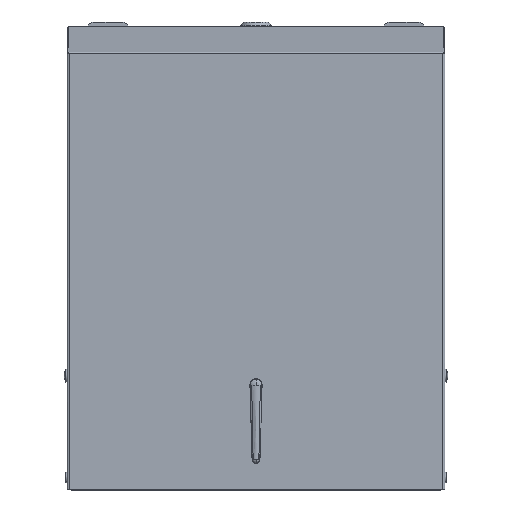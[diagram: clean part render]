
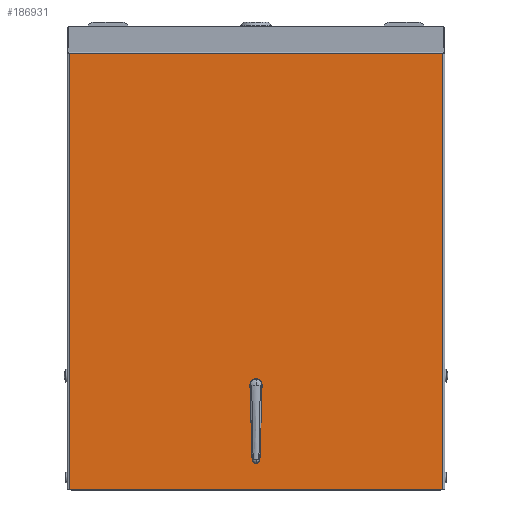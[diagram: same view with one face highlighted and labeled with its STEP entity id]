
A CAD part, top view. The second image highlights one B-rep face of the part: STEP entity #186931.
In plain terms, the highlighted planar face has unit normal (0, 0, 1).
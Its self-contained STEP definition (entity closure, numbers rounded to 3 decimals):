
#71815 = AXIS2_PLACEMENT_3D ( 'NONE', #127345, #127349, #127317 ) ;
#72076 = AXIS2_PLACEMENT_3D ( 'NONE', #127787, #127762, #127765 ) ;
#72660 = AXIS2_PLACEMENT_3D ( 'NONE', #145224, #145189, #145194 ) ;
#72668 = AXIS2_PLACEMENT_3D ( 'NONE', #144924, #144938, #144766 ) ;
#83855 = VECTOR ( 'NONE', #127445, 1000. ) ;
#83898 = LINE ( 'NONE', #127347, #83855 ) ;
#83978 = LINE ( 'NONE', #127364, #83981 ) ;
#83981 = VECTOR ( 'NONE', #127357, 1000. ) ;
#84003 = CIRCLE ( 'NONE', #71815, 1.4 ) ;
#84115 = VECTOR ( 'NONE', #128226, 1000. ) ;
#84227 = CIRCLE ( 'NONE', #72076, 3. ) ;
#84232 = LINE ( 'NONE', #128526, #84238 ) ;
#84238 = VECTOR ( 'NONE', #128502, 1000. ) ;
#84327 = LINE ( 'NONE', #128332, #84115 ) ;
#84497 = LINE ( 'NONE', #128537, #84583 ) ;
#84508 = LINE ( 'NONE', #128518, #84556 ) ;
#84556 = VECTOR ( 'NONE', #128491, 1000. ) ;
#84583 = VECTOR ( 'NONE', #128367, 1000. ) ;
#86081 = CIRCLE ( 'NONE', #72668, 3. ) ;
#86541 = CIRCLE ( 'NONE', #72660, 3. ) ;
#101408 = CARTESIAN_POINT ( 'NONE',  ( -138.989, 0., 0. ) ) ;
#101482 = CARTESIAN_POINT ( 'NONE',  ( -2.999, 78.914, 0. ) ) ;
#101500 = CARTESIAN_POINT ( 'NONE',  ( 3., 79., 0. ) ) ;
#101533 = CARTESIAN_POINT ( 'NONE',  ( -3., 79., 0. ) ) ;
#101647 = CARTESIAN_POINT ( 'NONE',  ( -1.399, 23.36, 0. ) ) ;
#101899 = CARTESIAN_POINT ( 'NONE',  ( 2.999, 78.914, 0. ) ) ;
#101995 = CARTESIAN_POINT ( 'NONE',  ( -138.989, 324.5, 0. ) ) ;
#102287 = CARTESIAN_POINT ( 'NONE',  ( 138.989, 324.5, 0. ) ) ;
#102347 = CARTESIAN_POINT ( 'NONE',  ( 1.399, 23.36, 0. ) ) ;
#102389 = CARTESIAN_POINT ( 'NONE',  ( 138.989, 0., 0. ) ) ;
#127317 = DIRECTION ( 'NONE',  ( 1., 0., 0. ) ) ;
#127345 = CARTESIAN_POINT ( 'NONE',  ( 0., 23.4, 0. ) ) ;
#127347 = CARTESIAN_POINT ( 'NONE',  ( -138.989, 0., 0. ) ) ;
#127349 = DIRECTION ( 'NONE',  ( 0., 0., -1. ) ) ;
#127357 = DIRECTION ( 'NONE',  ( 0., 1., 0. ) ) ;
#127364 = CARTESIAN_POINT ( 'NONE',  ( 138.989, 0., 0. ) ) ;
#127445 = DIRECTION ( 'NONE',  ( 0., -1., 0. ) ) ;
#127762 = DIRECTION ( 'NONE',  ( 0., 0., -1. ) ) ;
#127765 = DIRECTION ( 'NONE',  ( 1., 0., 0. ) ) ;
#127787 = CARTESIAN_POINT ( 'NONE',  ( 0., 79., 0. ) ) ;
#128226 = DIRECTION ( 'NONE',  ( -0.029, 1., 0. ) ) ;
#128332 = CARTESIAN_POINT ( 'NONE',  ( -1.399, 23.36, 0. ) ) ;
#128367 = DIRECTION ( 'NONE',  ( 1., 0., 0. ) ) ;
#128491 = DIRECTION ( 'NONE',  ( -0.029, -1., 0. ) ) ;
#128502 = DIRECTION ( 'NONE',  ( -1., 0., 0. ) ) ;
#128518 = CARTESIAN_POINT ( 'NONE',  ( 2.999, 78.914, 0. ) ) ;
#128526 = CARTESIAN_POINT ( 'NONE',  ( 0., 324.5, 0. ) ) ;
#128537 = CARTESIAN_POINT ( 'NONE',  ( 0., 0., 0. ) ) ;
#144766 = DIRECTION ( 'NONE',  ( 1., 0., 0. ) ) ;
#144924 = CARTESIAN_POINT ( 'NONE',  ( 0., 79., 0. ) ) ;
#144938 = DIRECTION ( 'NONE',  ( 0., 0., -1. ) ) ;
#145189 = DIRECTION ( 'NONE',  ( 0., 0., -1. ) ) ;
#145194 = DIRECTION ( 'NONE',  ( 1., 0., 0. ) ) ;
#145224 = CARTESIAN_POINT ( 'NONE',  ( 0., 79., 0. ) ) ;
#186931 = ADVANCED_FACE ( 'NONE', ( #211105, #211125 ), #250516, .T. ) ;
#211105 = FACE_BOUND ( 'NONE', #400958, .T. ) ;
#211125 = FACE_OUTER_BOUND ( 'NONE', #400964, .T. ) ;
#243836 = ORIENTED_EDGE ( 'NONE', *, *, #256496, .T. ) ;
#243842 = ORIENTED_EDGE ( 'NONE', *, *, #256356, .T. ) ;
#243855 = ORIENTED_EDGE ( 'NONE', *, *, #256287, .T. ) ;
#243857 = ORIENTED_EDGE ( 'NONE', *, *, #256283, .T. ) ;
#243918 = ORIENTED_EDGE ( 'NONE', *, *, #257684, .T. ) ;
#243920 = ORIENTED_EDGE ( 'NONE', *, *, #257632, .T. ) ;
#245373 = ORIENTED_EDGE ( 'NONE', *, *, #256477, .T. ) ;
#245388 = ORIENTED_EDGE ( 'NONE', *, *, #256503, .T. ) ;
#245392 = ORIENTED_EDGE ( 'NONE', *, *, #256437, .T. ) ;
#245518 = ORIENTED_EDGE ( 'NONE', *, *, #256290, .T. ) ;
#250516 = PLANE ( 'NONE',  #321100 ) ;
#250607 = DIRECTION ( 'NONE',  ( 0., 0., 1. ) ) ;
#250619 = DIRECTION ( 'NONE',  ( 1., 0., 0. ) ) ;
#250642 = CARTESIAN_POINT ( 'NONE',  ( 0., 0., 0. ) ) ;
#254368 = VERTEX_POINT ( 'NONE', #101533 ) ;
#254398 = VERTEX_POINT ( 'NONE', #101408 ) ;
#254420 = VERTEX_POINT ( 'NONE', #101500 ) ;
#254431 = VERTEX_POINT ( 'NONE', #101482 ) ;
#254569 = VERTEX_POINT ( 'NONE', #101647 ) ;
#254654 = VERTEX_POINT ( 'NONE', #101995 ) ;
#254706 = VERTEX_POINT ( 'NONE', #101899 ) ;
#254766 = VERTEX_POINT ( 'NONE', #102287 ) ;
#254812 = VERTEX_POINT ( 'NONE', #102389 ) ;
#254875 = VERTEX_POINT ( 'NONE', #102347 ) ;
#256283 = EDGE_CURVE ( 'NONE', #254654, #254398, #83898, .T. ) ;
#256287 = EDGE_CURVE ( 'NONE', #254875, #254569, #84003, .T. ) ;
#256290 = EDGE_CURVE ( 'NONE', #254812, #254766, #83978, .T. ) ;
#256356 = EDGE_CURVE ( 'NONE', #254420, #254706, #84227, .T. ) ;
#256437 = EDGE_CURVE ( 'NONE', #254569, #254431, #84327, .T. ) ;
#256477 = EDGE_CURVE ( 'NONE', #254766, #254654, #84232, .T. ) ;
#256496 = EDGE_CURVE ( 'NONE', #254706, #254875, #84508, .T. ) ;
#256503 = EDGE_CURVE ( 'NONE', #254398, #254812, #84497, .T. ) ;
#257632 = EDGE_CURVE ( 'NONE', #254368, #254420, #86081, .T. ) ;
#257684 = EDGE_CURVE ( 'NONE', #254431, #254368, #86541, .T. ) ;
#321100 = AXIS2_PLACEMENT_3D ( 'NONE', #250642, #250607, #250619 ) ;
#400958 = EDGE_LOOP ( 'NONE', ( #243918, #243920, #243842, #243836, #243855, #245392 ) ) ;
#400964 = EDGE_LOOP ( 'NONE', ( #245373, #243857, #245388, #245518 ) ) ;
